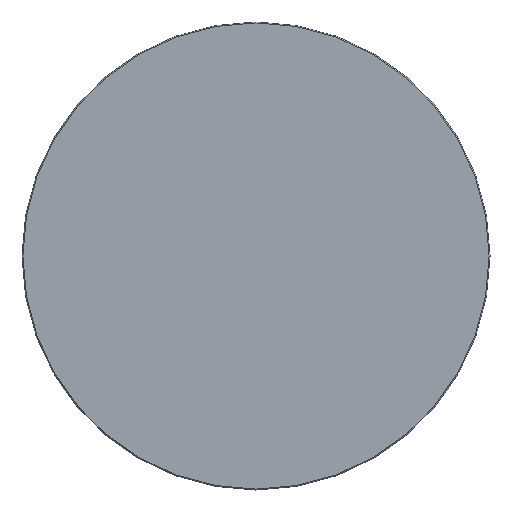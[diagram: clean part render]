
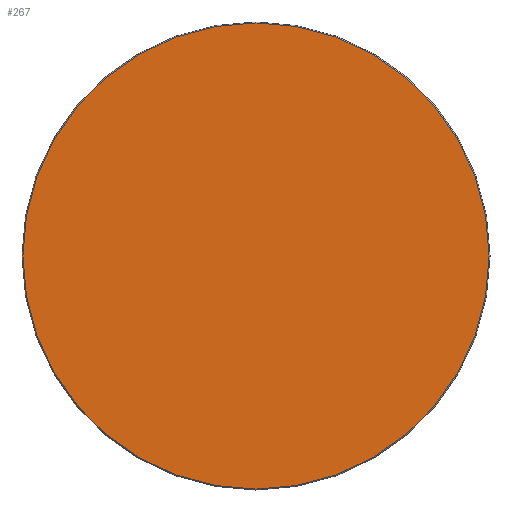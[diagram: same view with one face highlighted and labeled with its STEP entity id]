
A CAD part, left-side view. The second image highlights one B-rep face of the part: STEP entity #267.
In plain terms, the highlighted planar face has unit normal (-1, 0, 0).
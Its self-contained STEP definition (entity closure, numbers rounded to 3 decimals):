
#11 = DIRECTION ( 'NONE',  ( 1., 0., 0. ) ) ;
#47 = DIRECTION ( 'NONE',  ( 0., 0., -1. ) ) ;
#49 = CARTESIAN_POINT ( 'NONE',  ( -4., 0., 0. ) ) ;
#51 = AXIS2_PLACEMENT_3D ( 'NONE', #177, #87, #47 ) ;
#54 = EDGE_CURVE ( 'NONE', #60, #216, #247, .T. ) ;
#55 = ORIENTED_EDGE ( 'NONE', *, *, #94, .T. ) ;
#60 = VERTEX_POINT ( 'NONE', #81 ) ;
#81 = CARTESIAN_POINT ( 'NONE',  ( -4., 0., 62.25 ) ) ;
#84 = DIRECTION ( 'NONE',  ( -1., 0., 0. ) ) ;
#87 = DIRECTION ( 'NONE',  ( -1., 0., 0. ) ) ;
#91 = PLANE ( 'NONE',  #152 ) ;
#94 = EDGE_CURVE ( 'NONE', #216, #60, #179, .T. ) ;
#100 = FACE_OUTER_BOUND ( 'NONE', #134, .T. ) ;
#125 = ORIENTED_EDGE ( 'NONE', *, *, #54, .T. ) ;
#128 = DIRECTION ( 'NONE',  ( 0., 0., -1. ) ) ;
#134 = EDGE_LOOP ( 'NONE', ( #55, #125 ) ) ;
#152 = AXIS2_PLACEMENT_3D ( 'NONE', #204, #11, #159 ) ;
#159 = DIRECTION ( 'NONE',  ( 0., 0., -1. ) ) ;
#177 = CARTESIAN_POINT ( 'NONE',  ( -4., 0., 0. ) ) ;
#179 = CIRCLE ( 'NONE', #199, 62.25 ) ;
#199 = AXIS2_PLACEMENT_3D ( 'NONE', #49, #84, #128 ) ;
#204 = CARTESIAN_POINT ( 'NONE',  ( -4., 0., 0. ) ) ;
#216 = VERTEX_POINT ( 'NONE', #263 ) ;
#247 = CIRCLE ( 'NONE', #51, 62.25 ) ;
#263 = CARTESIAN_POINT ( 'NONE',  ( -4., 0., -62.25 ) ) ;
#267 = ADVANCED_FACE ( 'NONE', ( #100 ), #91, .F. ) ;
